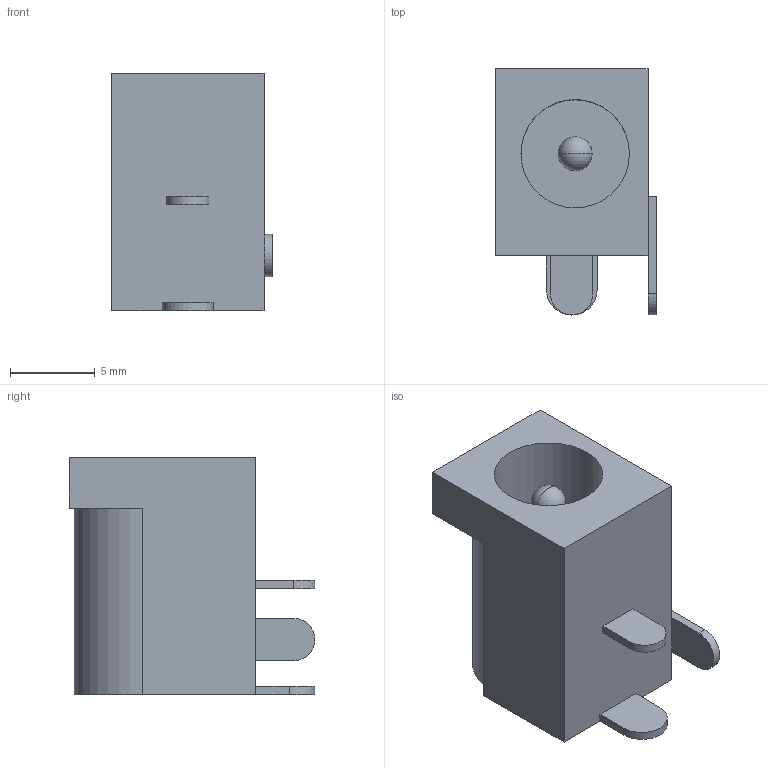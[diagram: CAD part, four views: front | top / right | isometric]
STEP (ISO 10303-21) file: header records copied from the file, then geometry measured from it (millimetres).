
FILE_DESCRIPTION (( 'STEP AP214' ), '1' );
FILE_NAME ('SPC21364.STEP', '2013-09-27T15:05:23', ( 'Master' ), ( '' ), 'SwSTEP 2.0', 'SolidWorks 2010', '' );
FILE_SCHEMA (( 'AUTOMOTIVE_DESIGN' ));
Length unit declared in the file: millimetre
Products named in the file (1): SPC21364
Bounding box: 9.5 x 14.5 x 14 mm (x, y, z)
Volume: 872.4 mm3; surface area: 1113.4 mm2
Topology: 1 solids, 1 shells, 33 faces, 83 edges, 53 vertices
Faces by surface type: plane 23, cylinder 8, sphere 2
Entity records: 1184 total; most frequent: CARTESIAN_POINT 167, DIRECTION 164, ORIENTED_EDGE 158, EDGE_CURVE 79, VECTOR 60, LINE 60, AXIS2_PLACEMENT_3D 52, VERTEX_POINT 51
